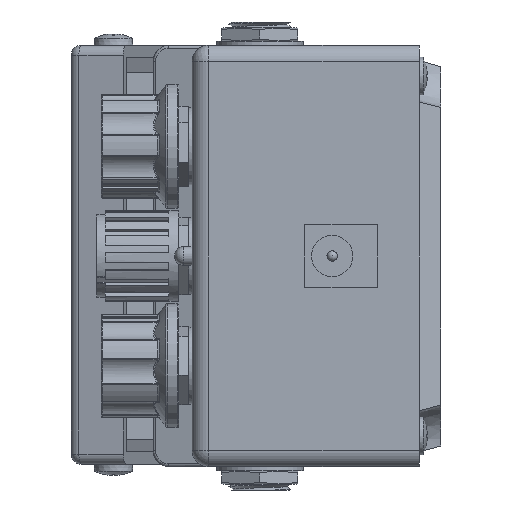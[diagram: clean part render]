
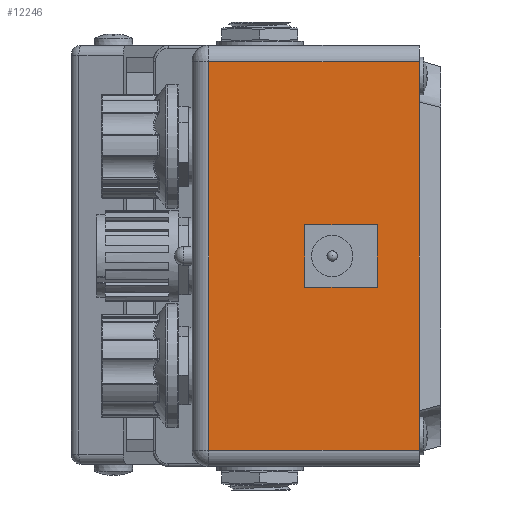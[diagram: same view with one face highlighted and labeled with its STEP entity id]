
A CAD part, left-side view. The second image highlights one B-rep face of the part: STEP entity #12246.
In plain terms, the highlighted planar face has unit normal (-1, 0, 0).
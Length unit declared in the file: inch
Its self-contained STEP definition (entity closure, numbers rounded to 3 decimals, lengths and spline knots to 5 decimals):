
#898=PLANE('',#13089);
#1275=LINE('',#18414,#1998);
#1277=LINE('',#18418,#2000);
#1279=LINE('',#18422,#2002);
#1281=LINE('',#18425,#2004);
#1346=LINE('',#19728,#2069);
#1347=LINE('',#19732,#2070);
#1348=LINE('',#19740,#2071);
#1349=LINE('',#19742,#2072);
#1998=VECTOR('',#14513,0.4375);
#2000=VECTOR('',#14517,0.375);
#2002=VECTOR('',#14521,0.4375);
#2004=VECTOR('',#14525,0.375);
#2069=VECTOR('',#14836,2.35);
#2070=VECTOR('',#14841,1.275);
#2071=VECTOR('',#14854,1.275);
#2072=VECTOR('',#14857,2.35);
#2710=FACE_BOUND('',#3678,.T.);
#2892=FACE_OUTER_BOUND('',#3677,.T.);
#3677=EDGE_LOOP('',(#8758,#8759,#8760,#8761));
#3678=EDGE_LOOP('',(#8762,#8763,#8764,#8765));
#5193=VERTEX_POINT('',#18411);
#5194=VERTEX_POINT('',#18413);
#5195=VERTEX_POINT('',#18417);
#5196=VERTEX_POINT('',#18421);
#5283=VERTEX_POINT('',#19718);
#5284=VERTEX_POINT('',#19724);
#5285=VERTEX_POINT('',#19730);
#5286=VERTEX_POINT('',#19738);
#6461=EDGE_CURVE('',#5194,#5193,#1275,.T.);
#6463=EDGE_CURVE('',#5195,#5194,#1277,.T.);
#6465=EDGE_CURVE('',#5196,#5195,#1279,.T.);
#6467=EDGE_CURVE('',#5193,#5196,#1281,.T.);
#6616=EDGE_CURVE('',#5283,#5284,#1346,.T.);
#6618=EDGE_CURVE('',#5284,#5285,#1347,.T.);
#6622=EDGE_CURVE('',#5286,#5283,#1348,.T.);
#6623=EDGE_CURVE('',#5286,#5285,#1349,.T.);
#8758=ORIENTED_EDGE('',*,*,#6618,.F.);
#8759=ORIENTED_EDGE('',*,*,#6616,.F.);
#8760=ORIENTED_EDGE('',*,*,#6622,.F.);
#8761=ORIENTED_EDGE('',*,*,#6623,.T.);
#8762=ORIENTED_EDGE('',*,*,#6465,.T.);
#8763=ORIENTED_EDGE('',*,*,#6463,.T.);
#8764=ORIENTED_EDGE('',*,*,#6461,.T.);
#8765=ORIENTED_EDGE('',*,*,#6467,.T.);
#12246=ADVANCED_FACE('',(#2892,#2710),#898,.T.);
#13089=AXIS2_PLACEMENT_3D('',#19741,#14855,#14856);
#14513=DIRECTION('',(0.,1.,0.));
#14517=DIRECTION('',(0.,0.,-1.));
#14521=DIRECTION('',(0.,-1.,0.));
#14525=DIRECTION('',(0.,0.,1.));
#14836=DIRECTION('',(0.,0.,1.));
#14841=DIRECTION('',(0.,-1.,0.));
#14854=DIRECTION('',(0.,1.,0.));
#14855=DIRECTION('center_axis',(-1.,0.,0.));
#14856=DIRECTION('ref_axis',(0.,-1.,0.));
#14857=DIRECTION('',(0.,0.,1.));
#18411=CARTESIAN_POINT('',(0.,0.6925,-0.1875));
#18413=CARTESIAN_POINT('',(0.,0.255,-0.1875));
#18414=CARTESIAN_POINT('',(0.,0.815,-0.1875));
#18417=CARTESIAN_POINT('',(0.,0.255,0.1875));
#18418=CARTESIAN_POINT('',(0.,0.255,0.09375));
#18421=CARTESIAN_POINT('',(0.,0.6925,0.1875));
#18422=CARTESIAN_POINT('',(0.,1.03375,0.1875));
#18425=CARTESIAN_POINT('',(0.,0.6925,-0.09375));
#19718=CARTESIAN_POINT('',(0.,1.275,-1.175));
#19724=CARTESIAN_POINT('',(0.,1.275,1.175));
#19728=CARTESIAN_POINT('',(0.,1.275,0.));
#19730=CARTESIAN_POINT('',(0.,0.,1.175));
#19732=CARTESIAN_POINT('',(0.,1.00126,1.175));
#19738=CARTESIAN_POINT('',(0.,0.,-1.175));
#19740=CARTESIAN_POINT('',(0.,1.00126,-1.175));
#19741=CARTESIAN_POINT('Origin',(0.,1.375,0.));
#19742=CARTESIAN_POINT('',(0.,0.,0.));
